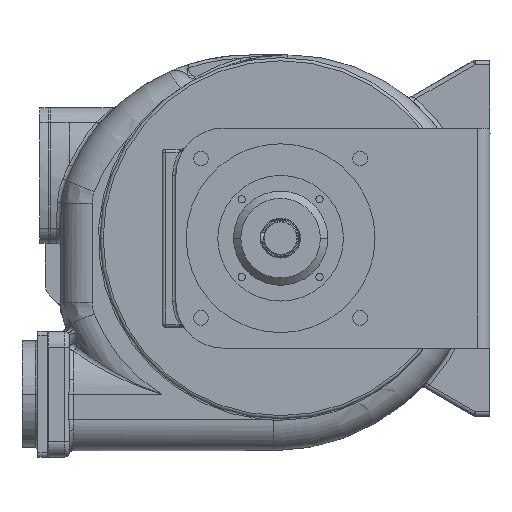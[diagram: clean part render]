
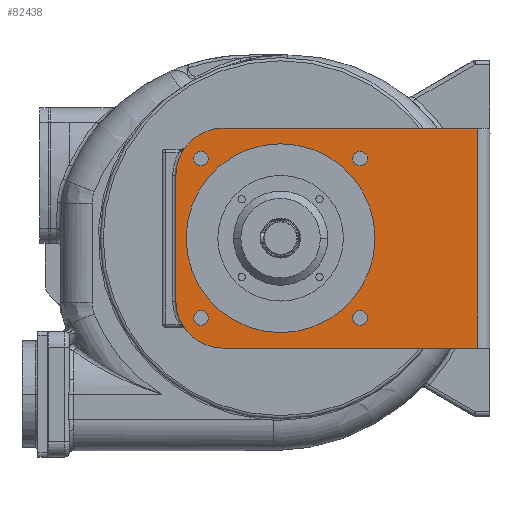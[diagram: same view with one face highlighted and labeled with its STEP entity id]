
A CAD part, left-side view. The second image highlights one B-rep face of the part: STEP entity #82438.
In plain terms, the highlighted planar face has unit normal (-1, 0, 0).
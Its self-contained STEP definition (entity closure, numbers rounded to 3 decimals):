
#27818=DIRECTION('',(0.,0.,1.));
#27819=VECTOR('',#27818,210.);
#27820=CARTESIAN_POINT('',(-424.5,12.,-105.));
#27821=LINE('',#27820,#27819);
#27993=CARTESIAN_POINT('',(-424.5,255.,-60.));
#27994=DIRECTION('',(1.,0.,0.));
#27995=DIRECTION('',(0.,0.,-1.));
#27996=AXIS2_PLACEMENT_3D('',#27993,#27994,#27995);
#27998=DIRECTION('',(0.,0.,1.));
#27999=VECTOR('',#27998,120.);
#28000=CARTESIAN_POINT('',(-424.5,300.,-60.));
#28001=LINE('',#28000,#27999);
#28002=CARTESIAN_POINT('',(-424.5,255.,60.));
#28003=DIRECTION('',(1.,0.,0.));
#28004=DIRECTION('',(0.,1.,0.));
#28005=AXIS2_PLACEMENT_3D('',#28002,#28003,#28004);
#28007=DIRECTION('',(0.,-1.,0.));
#28008=VECTOR('',#28007,243.);
#28009=CARTESIAN_POINT('',(-424.5,255.,105.));
#28010=LINE('',#28009,#28008);
#28011=DIRECTION('',(0.,1.,0.));
#28012=VECTOR('',#28011,243.);
#28013=CARTESIAN_POINT('',(-424.5,12.,-105.));
#28014=LINE('',#28013,#28012);
#28015=CARTESIAN_POINT('',(-424.5,200.,0.));
#28016=DIRECTION('',(-1.,0.,0.));
#28017=DIRECTION('',(0.,-1.,0.));
#28018=AXIS2_PLACEMENT_3D('',#28015,#28016,#28017);
#28020=CARTESIAN_POINT('',(-424.5,200.,0.));
#28021=DIRECTION('',(-1.,0.,0.));
#28022=DIRECTION('',(0.,1.,0.));
#28023=AXIS2_PLACEMENT_3D('',#28020,#28021,#28022);
#28025=CARTESIAN_POINT('',(-424.5,276.014,-76.014));
#28026=DIRECTION('',(-1.,0.,0.));
#28027=DIRECTION('',(0.,-1.,0.));
#28028=AXIS2_PLACEMENT_3D('',#28025,#28026,#28027);
#28030=CARTESIAN_POINT('',(-424.5,276.014,-76.014));
#28031=DIRECTION('',(-1.,0.,0.));
#28032=DIRECTION('',(0.,1.,0.));
#28033=AXIS2_PLACEMENT_3D('',#28030,#28031,#28032);
#28035=CARTESIAN_POINT('',(-424.5,123.986,-76.014));
#28036=DIRECTION('',(-1.,0.,0.));
#28037=DIRECTION('',(0.,0.,1.));
#28038=AXIS2_PLACEMENT_3D('',#28035,#28036,#28037);
#28040=CARTESIAN_POINT('',(-424.5,123.986,-76.014));
#28041=DIRECTION('',(-1.,0.,0.));
#28042=DIRECTION('',(0.,0.,-1.));
#28043=AXIS2_PLACEMENT_3D('',#28040,#28041,#28042);
#28045=CARTESIAN_POINT('',(-424.5,123.986,76.014));
#28046=DIRECTION('',(-1.,0.,0.));
#28047=DIRECTION('',(0.,1.,0.));
#28048=AXIS2_PLACEMENT_3D('',#28045,#28046,#28047);
#28050=CARTESIAN_POINT('',(-424.5,123.986,76.014));
#28051=DIRECTION('',(-1.,0.,0.));
#28052=DIRECTION('',(0.,-1.,0.));
#28053=AXIS2_PLACEMENT_3D('',#28050,#28051,#28052);
#28055=CARTESIAN_POINT('',(-424.5,276.014,76.014));
#28056=DIRECTION('',(-1.,0.,0.));
#28057=DIRECTION('',(0.,0.,-1.));
#28058=AXIS2_PLACEMENT_3D('',#28055,#28056,#28057);
#28060=CARTESIAN_POINT('',(-424.5,276.014,76.014));
#28061=DIRECTION('',(-1.,0.,0.));
#28062=DIRECTION('',(0.,0.,1.));
#28063=AXIS2_PLACEMENT_3D('',#28060,#28061,#28062);
#42359=CARTESIAN_POINT('',(-424.5,255.,-105.));
#42361=VERTEX_POINT('',#42359);
#42362=CARTESIAN_POINT('',(-424.5,109.8,0.));
#42363=CARTESIAN_POINT('',(-424.5,290.2,0.));
#42364=VERTEX_POINT('',#42362);
#42365=VERTEX_POINT('',#42363);
#42370=CARTESIAN_POINT('',(-424.5,12.,-105.));
#42371=VERTEX_POINT('',#42370);
#42372=CARTESIAN_POINT('',(-424.5,12.,105.));
#42373=VERTEX_POINT('',#42372);
#42374=CARTESIAN_POINT('',(-424.5,255.,105.));
#42375=VERTEX_POINT('',#42374);
#42418=CARTESIAN_POINT('',(-424.5,300.,-60.));
#42419=VERTEX_POINT('',#42418);
#42420=CARTESIAN_POINT('',(-424.5,300.,60.));
#42421=VERTEX_POINT('',#42420);
#42422=CARTESIAN_POINT('',(-424.5,269.014,-76.014));
#42423=CARTESIAN_POINT('',(-424.5,283.014,-76.014));
#42424=VERTEX_POINT('',#42422);
#42425=VERTEX_POINT('',#42423);
#42426=CARTESIAN_POINT('',(-424.5,123.986,-69.014));
#42427=CARTESIAN_POINT('',(-424.5,123.986,-83.014));
#42428=VERTEX_POINT('',#42426);
#42429=VERTEX_POINT('',#42427);
#42430=CARTESIAN_POINT('',(-424.5,130.986,76.014));
#42431=CARTESIAN_POINT('',(-424.5,116.986,76.014));
#42432=VERTEX_POINT('',#42430);
#42433=VERTEX_POINT('',#42431);
#42434=CARTESIAN_POINT('',(-424.5,276.014,69.014));
#42435=CARTESIAN_POINT('',(-424.5,276.014,83.014));
#42436=VERTEX_POINT('',#42434);
#42437=VERTEX_POINT('',#42435);
#82395=CARTESIAN_POINT('',(-424.5,200.,0.));
#82396=DIRECTION('',(1.,0.,0.));
#82397=DIRECTION('',(0.,0.,-1.));
#82398=AXIS2_PLACEMENT_3D('',#82395,#82396,#82397);
#82399=PLANE('',#82398);
#82400=ORIENTED_EDGE('',*,*,#82388,.T.);
#82401=ORIENTED_EDGE('',*,*,#82129,.T.);
#82402=ORIENTED_EDGE('',*,*,#82149,.T.);
#82403=ORIENTED_EDGE('',*,*,#82162,.T.);
#82404=ORIENTED_EDGE('',*,*,#82192,.F.);
#82405=ORIENTED_EDGE('',*,*,#82376,.T.);
#82406=EDGE_LOOP('',(#82400,#82401,#82402,#82403,#82404,#82405));
#82407=FACE_OUTER_BOUND('',#82406,.F.);
#82409=ORIENTED_EDGE('',*,*,#82408,.T.);
#82411=ORIENTED_EDGE('',*,*,#82410,.T.);
#82412=EDGE_LOOP('',(#82409,#82411));
#82413=FACE_BOUND('',#82412,.F.);
#82415=ORIENTED_EDGE('',*,*,#82414,.T.);
#82417=ORIENTED_EDGE('',*,*,#82416,.T.);
#82418=EDGE_LOOP('',(#82415,#82417));
#82419=FACE_BOUND('',#82418,.F.);
#82421=ORIENTED_EDGE('',*,*,#82420,.T.);
#82423=ORIENTED_EDGE('',*,*,#82422,.T.);
#82424=EDGE_LOOP('',(#82421,#82423));
#82425=FACE_BOUND('',#82424,.F.);
#82427=ORIENTED_EDGE('',*,*,#82426,.T.);
#82429=ORIENTED_EDGE('',*,*,#82428,.T.);
#82430=EDGE_LOOP('',(#82427,#82429));
#82431=FACE_BOUND('',#82430,.F.);
#82433=ORIENTED_EDGE('',*,*,#82432,.T.);
#82435=ORIENTED_EDGE('',*,*,#82434,.T.);
#82436=EDGE_LOOP('',(#82433,#82435));
#82437=FACE_BOUND('',#82436,.F.);
#82438=ADVANCED_FACE('',(#82407,#82413,#82419,#82425,#82431,#82437),#82399,.F.);
#27997=CIRCLE('',#27996,45.);
#28006=CIRCLE('',#28005,45.);
#28019=CIRCLE('',#28018,90.2);
#28024=CIRCLE('',#28023,90.2);
#28029=CIRCLE('',#28028,7.);
#28034=CIRCLE('',#28033,7.);
#28039=CIRCLE('',#28038,7.);
#28044=CIRCLE('',#28043,7.);
#28049=CIRCLE('',#28048,7.);
#28054=CIRCLE('',#28053,7.);
#28059=CIRCLE('',#28058,7.);
#28064=CIRCLE('',#28063,7.);
#82129=EDGE_CURVE('',#42419,#42421,#28001,.T.);
#82149=EDGE_CURVE('',#42421,#42375,#28006,.T.);
#82162=EDGE_CURVE('',#42375,#42373,#28010,.T.);
#82192=EDGE_CURVE('',#42371,#42373,#27821,.T.);
#82376=EDGE_CURVE('',#42371,#42361,#28014,.T.);
#82388=EDGE_CURVE('',#42361,#42419,#27997,.T.);
#82408=EDGE_CURVE('',#42364,#42365,#28019,.T.);
#82410=EDGE_CURVE('',#42365,#42364,#28024,.T.);
#82414=EDGE_CURVE('',#42424,#42425,#28029,.T.);
#82416=EDGE_CURVE('',#42425,#42424,#28034,.T.);
#82420=EDGE_CURVE('',#42428,#42429,#28039,.T.);
#82422=EDGE_CURVE('',#42429,#42428,#28044,.T.);
#82426=EDGE_CURVE('',#42432,#42433,#28049,.T.);
#82428=EDGE_CURVE('',#42433,#42432,#28054,.T.);
#82432=EDGE_CURVE('',#42436,#42437,#28059,.T.);
#82434=EDGE_CURVE('',#42437,#42436,#28064,.T.);
